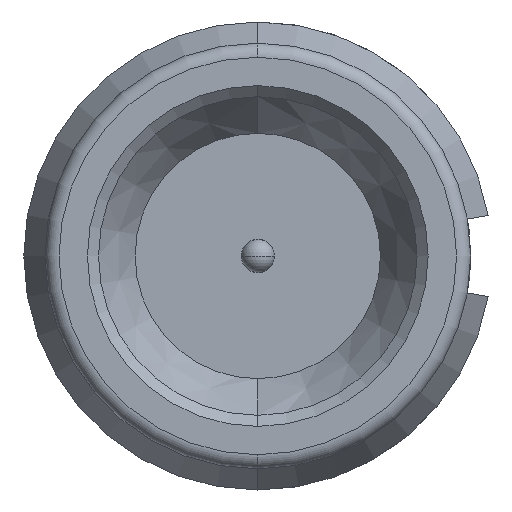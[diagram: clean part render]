
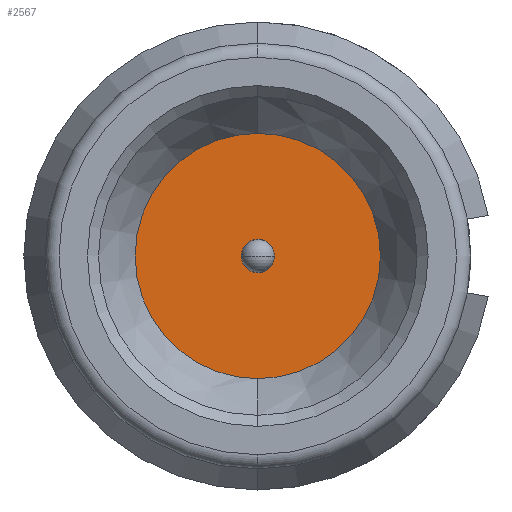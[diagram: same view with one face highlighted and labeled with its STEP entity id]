
A CAD part, left-side view. The second image highlights one B-rep face of the part: STEP entity #2567.
In plain terms, the highlighted planar face has unit normal (-1, 0, 0).
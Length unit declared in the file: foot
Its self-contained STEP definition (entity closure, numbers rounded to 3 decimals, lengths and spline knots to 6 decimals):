
#76 = CIRCLE ( 'NONE', #2152, 0.000492 ) ;
#87 = EDGE_CURVE ( 'NONE', #154, #2109, #76, .T. ) ;
#118 = CIRCLE ( 'NONE', #2418, 0.003625 ) ;
#154 = VERTEX_POINT ( 'NONE', #1490 ) ;
#168 = EDGE_CURVE ( 'NONE', #986, #809, #118, .T. ) ;
#178 = AXIS2_PLACEMENT_3D ( 'NONE', #1133, #1335, #910 ) ;
#303 = DIRECTION ( 'NONE',  ( -1., 0., 0. ) ) ;
#407 = ORIENTED_EDGE ( 'NONE', *, *, #87, .F. ) ;
#408 = DIRECTION ( 'NONE',  ( 0., 1., 0. ) ) ;
#474 = ORIENTED_EDGE ( 'NONE', *, *, #168, .T. ) ;
#477 = ORIENTED_EDGE ( 'NONE', *, *, #1449, .T. ) ;
#521 = DIRECTION ( 'NONE',  ( 0., 0., 1. ) ) ;
#582 = DIRECTION ( 'NONE',  ( -1., 0., 0. ) ) ;
#693 = CIRCLE ( 'NONE', #1020, 0.003625 ) ;
#809 = VERTEX_POINT ( 'NONE', #1631 ) ;
#910 = DIRECTION ( 'NONE',  ( 0., 0., 1. ) ) ;
#986 = VERTEX_POINT ( 'NONE', #1327 ) ;
#1020 = AXIS2_PLACEMENT_3D ( 'NONE', #1592, #582, #1961 ) ;
#1035 = ORIENTED_EDGE ( 'NONE', *, *, #2502, .F. ) ;
#1133 = CARTESIAN_POINT ( 'NONE',  ( -0.036482, 0., 0. ) ) ;
#1175 = DIRECTION ( 'NONE',  ( 1., 0., 0. ) ) ;
#1264 = DIRECTION ( 'NONE',  ( -1., 0., 0. ) ) ;
#1327 = CARTESIAN_POINT ( 'NONE',  ( -0.036482, 0., 0.003625 ) ) ;
#1335 = DIRECTION ( 'NONE',  ( -1., 0., 0. ) ) ;
#1435 = EDGE_LOOP ( 'NONE', ( #1035, #407 ) ) ;
#1449 = EDGE_CURVE ( 'NONE', #809, #986, #693, .T. ) ;
#1458 = CARTESIAN_POINT ( 'NONE',  ( -0.036482, 0., 0.000492 ) ) ;
#1490 = CARTESIAN_POINT ( 'NONE',  ( -0.036482, 0., -0.000492 ) ) ;
#1592 = CARTESIAN_POINT ( 'NONE',  ( -0.036482, 0., 0. ) ) ;
#1631 = CARTESIAN_POINT ( 'NONE',  ( -0.036482, 0., -0.003625 ) ) ;
#1665 = CARTESIAN_POINT ( 'NONE',  ( -0.036482, 0., 0. ) ) ;
#1732 = FACE_BOUND ( 'NONE', #1435, .T. ) ;
#1961 = DIRECTION ( 'NONE',  ( 0., 0., 1. ) ) ;
#2087 = DIRECTION ( 'NONE',  ( 0., 0., 1. ) ) ;
#2109 = VERTEX_POINT ( 'NONE', #1458 ) ;
#2134 = EDGE_LOOP ( 'NONE', ( #474, #477 ) ) ;
#2152 = AXIS2_PLACEMENT_3D ( 'NONE', #1665, #1264, #2087 ) ;
#2154 = PLANE ( 'NONE',  #2311 ) ;
#2186 = CARTESIAN_POINT ( 'NONE',  ( -0.036482, -0.003625, 0. ) ) ;
#2298 = CARTESIAN_POINT ( 'NONE',  ( -0.036482, 0., 0. ) ) ;
#2311 = AXIS2_PLACEMENT_3D ( 'NONE', #2186, #1175, #408 ) ;
#2399 = CIRCLE ( 'NONE', #178, 0.000492 ) ;
#2418 = AXIS2_PLACEMENT_3D ( 'NONE', #2298, #303, #521 ) ;
#2502 = EDGE_CURVE ( 'NONE', #2109, #154, #2399, .T. ) ;
#2536 = FACE_OUTER_BOUND ( 'NONE', #2134, .T. ) ;
#2567 = ADVANCED_FACE ( 'NONE', ( #1732, #2536 ), #2154, .F. ) ;
